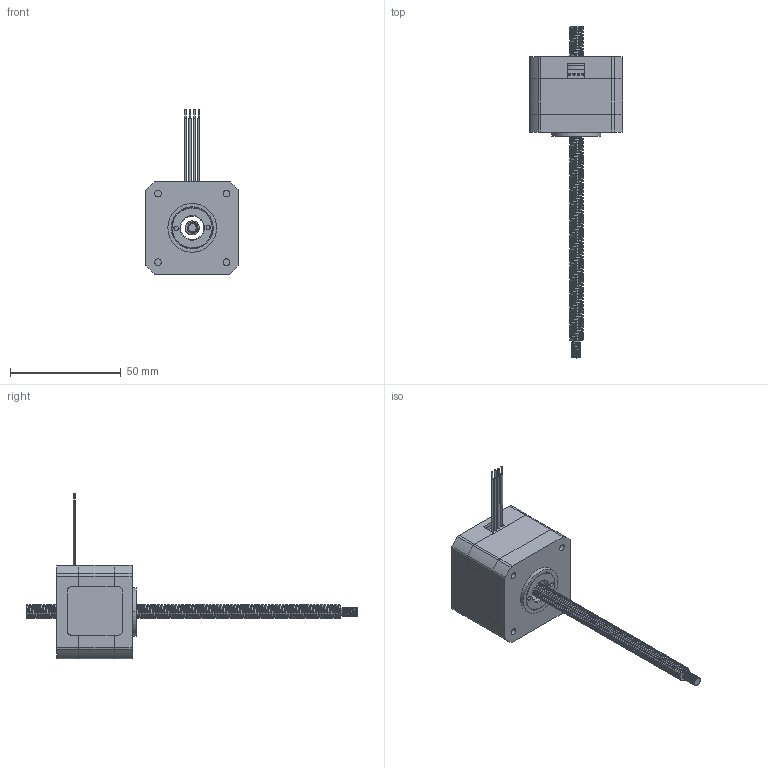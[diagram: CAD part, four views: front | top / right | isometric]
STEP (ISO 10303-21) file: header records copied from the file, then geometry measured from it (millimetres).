
FILE_DESCRIPTION (( 'STEP AP214' ), '1' );
FILE_NAME ('17N21-150.STEP', '2023-03-07T07:50:41', ( '' ), ( '' ), 'SwSTEP 2.0', 'SolidWorks 2022', '' );
FILE_SCHEMA (( 'AUTOMOTIVE_DESIGN' ));
Length unit declared in the file: millimetre
Products named in the file (8): 42单厚铭牌.STP; 17N21-150.STP; 06-008.STP; 后盖.STP; 17N21-150; 42螺杆.STP; 01-008.STP; 02-020.STP
Assembly tree (7 placements, depth 3):
  17N21-150
    17N21-150.STP
      02-020.STP
      01-008.STP
      后盖.STP
      06-008.STP
      42螺杆.STP
      42单厚铭牌.STP
Bounding box: 42.4 x 150 x 74.6 mm (x, y, z)
Volume: 35466.7 mm3; surface area: 32523 mm2
Topology: 6 solids, 6 shells, 828 faces, 2320 edges, 1530 vertices
Faces by surface type: cylinder 614, plane 192, cone 18, bspline 4
Entity records: 40553 total; most frequent: CARTESIAN_POINT 21409, ORIENTED_EDGE 4640, DIRECTION 3357, EDGE_CURVE 2320, VERTEX_POINT 1530, AXIS2_PLACEMENT_3D 1151, LINE 1055, VECTOR 1055
